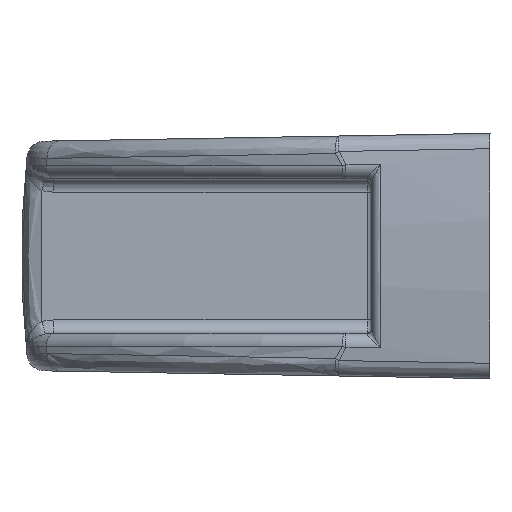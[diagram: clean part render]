
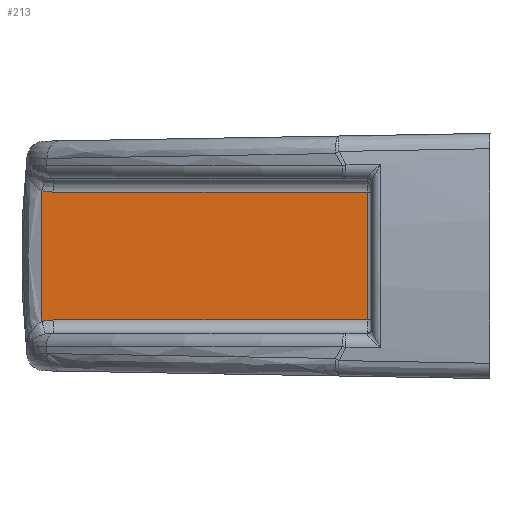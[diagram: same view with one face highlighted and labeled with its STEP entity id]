
A CAD part, left-side view. The second image highlights one B-rep face of the part: STEP entity #213.
In plain terms, the highlighted planar face has unit normal (-1, 0, 0).
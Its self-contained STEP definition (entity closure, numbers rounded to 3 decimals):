
#213=ADVANCED_FACE('',(#364),#365,.F.);
#364=FACE_OUTER_BOUND('',#732,.T.);
#365=PLANE('',#733);
#732=EDGE_LOOP('',(#2668,#2669,#2670,#2671,#2672,#2673));
#733=AXIS2_PLACEMENT_3D('',#2674,#2675,#2676);
#2668=ORIENTED_EDGE('',*,*,#3555,.F.);
#2669=ORIENTED_EDGE('',*,*,#3556,.F.);
#2670=ORIENTED_EDGE('',*,*,#3557,.F.);
#2671=ORIENTED_EDGE('',*,*,#3558,.T.);
#2672=ORIENTED_EDGE('',*,*,#3559,.F.);
#2673=ORIENTED_EDGE('',*,*,#3560,.F.);
#2674=CARTESIAN_POINT('',(-63.0,53.5,-8.8));
#2675=DIRECTION('',(1.0,0.,0.0));
#2676=DIRECTION('',(0.,1.0,0.0));
#3555=EDGE_CURVE('',#3885,#3886,#3887,.F.);
#3556=EDGE_CURVE('',#3888,#3885,#3889,.T.);
#3557=EDGE_CURVE('',#3890,#3888,#3891,.T.);
#3558=EDGE_CURVE('',#3890,#3892,#3893,.F.);
#3559=EDGE_CURVE('',#3894,#3892,#3895,.T.);
#3560=EDGE_CURVE('',#3886,#3894,#3896,.F.);
#3885=VERTEX_POINT('',#4453);
#3886=VERTEX_POINT('',#4454);
#3887=LINE('',#4455,#4456);
#3888=VERTEX_POINT('',#4457);
#3889=B_SPLINE_CURVE_WITH_KNOTS('',3,(#4458,#4459,#4460,#4461),.UNSPECIFIED.,.F.,.F.,(4,4),(0.0,1.0),.UNSPECIFIED.);
#3890=VERTEX_POINT('',#4462);
#3891=B_SPLINE_CURVE_WITH_KNOTS('',3,(#4463,#4464,#4465,#4466,#4467,#4468),.UNSPECIFIED.,.F.,.F.,(4,2,4),(0.0,0.5,1.0),.UNSPECIFIED.);
#3892=VERTEX_POINT('',#4469);
#3893=B_SPLINE_CURVE_WITH_KNOTS('',2,(#4470,#4471,#4472),.UNSPECIFIED.,.F.,.F.,(3,3),(0.0,1.0),.UNSPECIFIED.);
#3894=VERTEX_POINT('',#4473);
#3895=LINE('',#4474,#4475);
#3896=LINE('',#4476,#4477);
#4453=CARTESIAN_POINT('',(-63.0,49.814,7.3));
#4454=CARTESIAN_POINT('',(-63.0,14.0,7.3));
#4455=CARTESIAN_POINT('',(-63.0,53.5,7.3));
#4456=VECTOR('',#6088,1.0);
#4457=CARTESIAN_POINT('',(-63.0,51.169,7.481));
#4458=CARTESIAN_POINT('',(-63.0,51.169,7.481));
#4459=CARTESIAN_POINT('',(-63.0,50.726,7.352));
#4460=CARTESIAN_POINT('',(-63.0,50.273,7.3));
#4461=CARTESIAN_POINT('',(-63.0,49.814,7.3));
#4462=CARTESIAN_POINT('',(-63.0,51.169,-7.481));
#4463=CARTESIAN_POINT('',(-63.0,51.169,-7.481));
#4464=CARTESIAN_POINT('',(-63.0,51.336,-5.));
#4465=CARTESIAN_POINT('',(-63.0,51.413,-2.509));
#4466=CARTESIAN_POINT('',(-63.0,51.414,2.49));
#4467=CARTESIAN_POINT('',(-63.0,51.337,4.988));
#4468=CARTESIAN_POINT('',(-63.0,51.169,7.481));
#4469=CARTESIAN_POINT('',(-63.0,49.814,-7.3));
#4470=CARTESIAN_POINT('',(-63.0,49.814,-7.3));
#4471=CARTESIAN_POINT('',(-63.0,50.548,-7.3));
#4472=CARTESIAN_POINT('',(-63.0,51.169,-7.481));
#4473=CARTESIAN_POINT('',(-63.0,14.0,-7.3));
#4474=CARTESIAN_POINT('',(-63.0,53.5,-7.3));
#4475=VECTOR('',#6089,1.0);
#4476=CARTESIAN_POINT('',(-63.0,14.0,-8.8));
#4477=VECTOR('',#6090,1.0);
#6088=DIRECTION('',(0.,1.0,0.0));
#6089=DIRECTION('',(0.,1.0,0.0));
#6090=DIRECTION('',(0.0,0.0,1.0));
